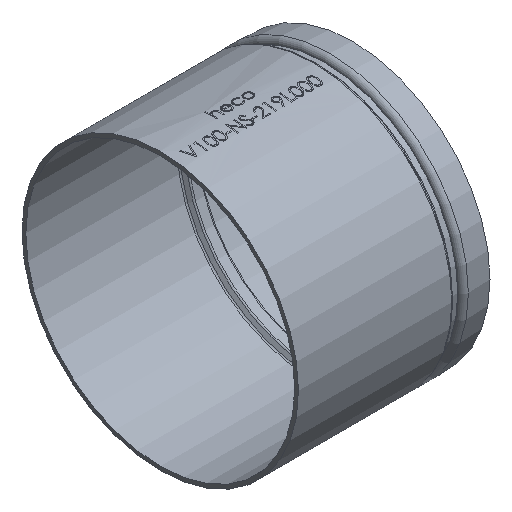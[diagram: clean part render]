
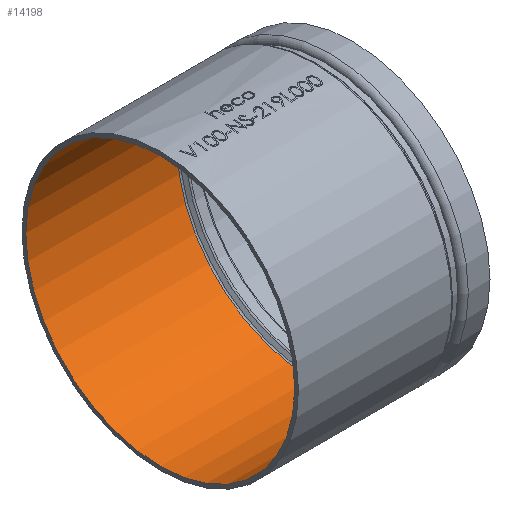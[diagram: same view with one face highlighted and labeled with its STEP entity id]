
A CAD part, isometric view. The second image highlights one B-rep face of the part: STEP entity #14198.
In plain terms, the highlighted cylindrical face has radius 106.54 mm (diameter 213.081 mm), a full revolution.
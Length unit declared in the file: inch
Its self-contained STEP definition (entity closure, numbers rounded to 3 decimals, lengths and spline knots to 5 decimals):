
#2 = CYLINDRICAL_SURFACE ( 'NONE', #13493, 4.1945 ) ;
#106 = DIRECTION ( 'NONE',  ( 0., 1., 0. ) ) ;
#353 = ORIENTED_EDGE ( 'NONE', *, *, #16397, .F. ) ;
#429 = AXIS2_PLACEMENT_3D ( 'NONE', #8919, #6379, #851 ) ;
#846 = CARTESIAN_POINT ( 'NONE',  ( 4.72381, 0., 0. ) ) ;
#851 = DIRECTION ( 'NONE',  ( 0., 0., -1. ) ) ;
#1352 = CARTESIAN_POINT ( 'NONE',  ( 2.37752, 0., 0. ) ) ;
#3166 = DIRECTION ( 'NONE',  ( -1., 0., 0. ) ) ;
#3585 = ORIENTED_EDGE ( 'NONE', *, *, #6873, .F. ) ;
#4196 = VERTEX_POINT ( 'NONE', #15657 ) ;
#4586 = CIRCLE ( 'NONE', #429, 4.1945 ) ;
#6379 = DIRECTION ( 'NONE',  ( 1., 0., 0. ) ) ;
#6873 = EDGE_CURVE ( 'NONE', #4196, #4196, #4586, .T. ) ;
#6882 = AXIS2_PLACEMENT_3D ( 'NONE', #846, #3166, #8508 ) ;
#8508 = DIRECTION ( 'NONE',  ( 0., -1., 0. ) ) ;
#8830 = FACE_OUTER_BOUND ( 'NONE', #9404, .T. ) ;
#8919 = CARTESIAN_POINT ( 'NONE',  ( 0., 0., 0. ) ) ;
#9404 = EDGE_LOOP ( 'NONE', ( #3585 ) ) ;
#10669 = FACE_OUTER_BOUND ( 'NONE', #16049, .T. ) ;
#13493 = AXIS2_PLACEMENT_3D ( 'NONE', #1352, #15506, #106 ) ;
#14198 = ADVANCED_FACE ( 'NONE', ( #8830, #10669 ), #2, .F. ) ;
#14550 = CARTESIAN_POINT ( 'NONE',  ( 4.72381, -4.1945, 0. ) ) ;
#14920 = VERTEX_POINT ( 'NONE', #14550 ) ;
#15174 = CIRCLE ( 'NONE', #6882, 4.1945 ) ;
#15506 = DIRECTION ( 'NONE',  ( 1., 0., 0. ) ) ;
#15657 = CARTESIAN_POINT ( 'NONE',  ( 0., 0., -4.1945 ) ) ;
#16049 = EDGE_LOOP ( 'NONE', ( #353 ) ) ;
#16397 = EDGE_CURVE ( 'NONE', #14920, #14920, #15174, .T. ) ;
